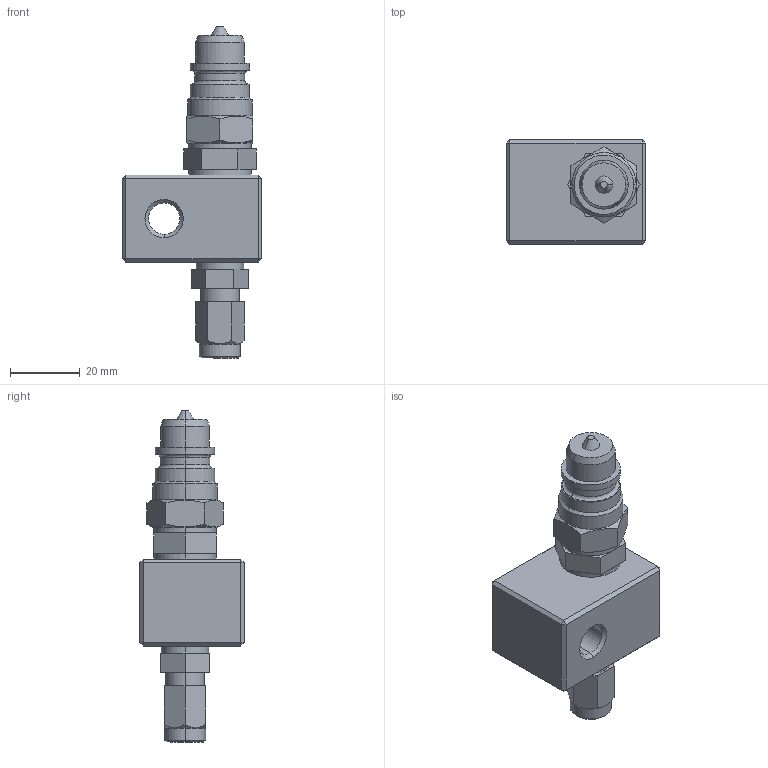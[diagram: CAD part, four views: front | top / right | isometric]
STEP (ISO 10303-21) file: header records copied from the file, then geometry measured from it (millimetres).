
FILE_DESCRIPTION (( 'STEP AP214' ), '1' );
FILE_NAME ('804 370 Anschlußblock Kupplung. für Speedy classic 1 + 2.STEP', '2014-03-25T08:01:42', ( '' ), ( '' ), 'SwSTEP 2.0', 'SolidWorks 2013', '' );
FILE_SCHEMA (( 'AUTOMOTIVE_DESIGN' ));
Length unit declared in the file: millimetre
Products named in the file (1): 804 370 Anschlußblock Kupplung. für Speedy classic 1 + 2
Bounding box: 40 x 30 x 95.26 mm (x, y, z)
Volume: 36563.7 mm3; surface area: 11914.3 mm2
Topology: 1 solids, 1 shells, 134 faces, 293 edges, 178 vertices
Faces by surface type: plane 67, cylinder 34, cone 29, bspline 4
Entity records: 4864 total; most frequent: CARTESIAN_POINT 1228, DIRECTION 631, ORIENTED_EDGE 586, EDGE_CURVE 293, AXIS2_PLACEMENT_3D 233, VERTEX_POINT 178, VECTOR 165, LINE 165
